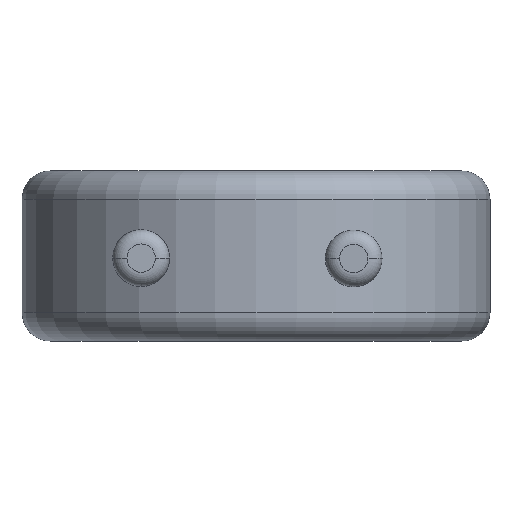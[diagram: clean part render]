
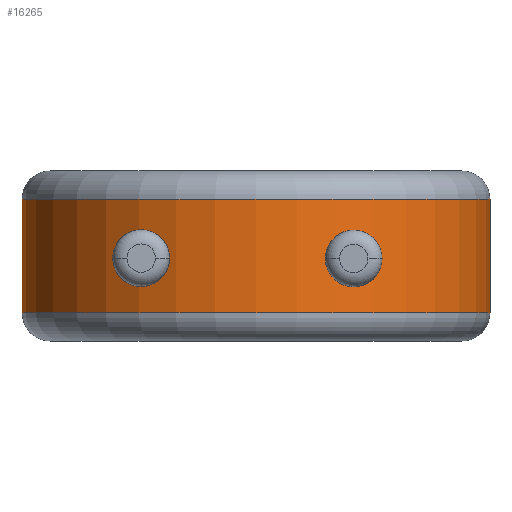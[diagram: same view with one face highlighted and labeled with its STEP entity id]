
A CAD part, front view. The second image highlights one B-rep face of the part: STEP entity #16265.
In plain terms, the highlighted cylindrical face has radius 8.25 mm (diameter 16.5 mm), a partial arc.
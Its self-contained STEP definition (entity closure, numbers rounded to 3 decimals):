
#7237 = CARTESIAN_POINT ( 'NONE',  ( -8.25, 0., 5. ) ) ;
#7359 = CARTESIAN_POINT ( 'NONE',  ( -8.25, 0., 1. ) ) ;
#7365 = DIRECTION ( 'NONE',  ( 0., 0., -1. ) ) ;
#7366 = VECTOR ( 'NONE', #7365, 1000. ) ;
#7367 = CARTESIAN_POINT ( 'NONE',  ( 8.25, 0., 6. ) ) ;
#7368 = LINE ( 'NONE', #7367, #7366 ) ;
#7370 = DIRECTION ( 'NONE',  ( 0., 0., -1. ) ) ;
#7371 = VECTOR ( 'NONE', #7370, 1000. ) ;
#7372 = CARTESIAN_POINT ( 'NONE',  ( -8.25, 0., 6. ) ) ;
#7373 = LINE ( 'NONE', #7372, #7371 ) ;
#7376 = CARTESIAN_POINT ( 'NONE',  ( 8.25, 0., 1. ) ) ;
#7381 = CARTESIAN_POINT ( 'NONE',  ( 8.25, 0., 5. ) ) ;
#9555 = DIRECTION ( 'NONE',  ( 1., 0., 0. ) ) ;
#9556 = DIRECTION ( 'NONE',  ( 0., 0., -1. ) ) ;
#9569 = AXIS2_PLACEMENT_3D ( 'NONE', #9593, #9605, #9590 ) ;
#9570 = AXIS2_PLACEMENT_3D ( 'NONE', #9573, #9556, #9555 ) ;
#9571 = CYLINDRICAL_SURFACE ( 'NONE', #9569, 8.25 ) ;
#9573 = CARTESIAN_POINT ( 'NONE',  ( 0., 0., 5. ) ) ;
#9574 = CIRCLE ( 'NONE', #9570, 8.25 ) ;
#9586 = CIRCLE ( 'NONE', #9587, 8.25 ) ;
#9587 = AXIS2_PLACEMENT_3D ( 'NONE', #9591, #9592, #9640 ) ;
#9590 = DIRECTION ( 'NONE',  ( -1., 0., 0. ) ) ;
#9591 = CARTESIAN_POINT ( 'NONE',  ( 0., 0., 1. ) ) ;
#9592 = DIRECTION ( 'NONE',  ( 0., 0., 1. ) ) ;
#9593 = CARTESIAN_POINT ( 'NONE',  ( 0., 0., 6. ) ) ;
#9605 = DIRECTION ( 'NONE',  ( 0., 0., -1. ) ) ;
#9611 = FACE_OUTER_BOUND ( 'NONE', #16208, .T. ) ;
#9640 = DIRECTION ( 'NONE',  ( 1., 0., 0. ) ) ;
#15087 = VERTEX_POINT ( 'NONE', #7237 ) ;
#15154 = VERTEX_POINT ( 'NONE', #7376 ) ;
#15158 = EDGE_CURVE ( 'NONE', #15087, #15162, #7373, .T. ) ;
#15159 = EDGE_CURVE ( 'NONE', #15181, #15154, #7368, .T. ) ;
#15162 = VERTEX_POINT ( 'NONE', #7359 ) ;
#15181 = VERTEX_POINT ( 'NONE', #7381 ) ;
#16208 = EDGE_LOOP ( 'NONE', ( #16267, #16286, #16271, #16272 ) ) ;
#16258 = EDGE_CURVE ( 'NONE', #15181, #15087, #9574, .T. ) ;
#16265 = ADVANCED_FACE ( 'NONE', ( #9611 ), #9571, .T. ) ;
#16266 = EDGE_CURVE ( 'NONE', #15162, #15154, #9586, .T. ) ;
#16267 = ORIENTED_EDGE ( 'NONE', *, *, #15159, .F. ) ;
#16271 = ORIENTED_EDGE ( 'NONE', *, *, #15158, .T. ) ;
#16272 = ORIENTED_EDGE ( 'NONE', *, *, #16266, .T. ) ;
#16286 = ORIENTED_EDGE ( 'NONE', *, *, #16258, .T. ) ;
